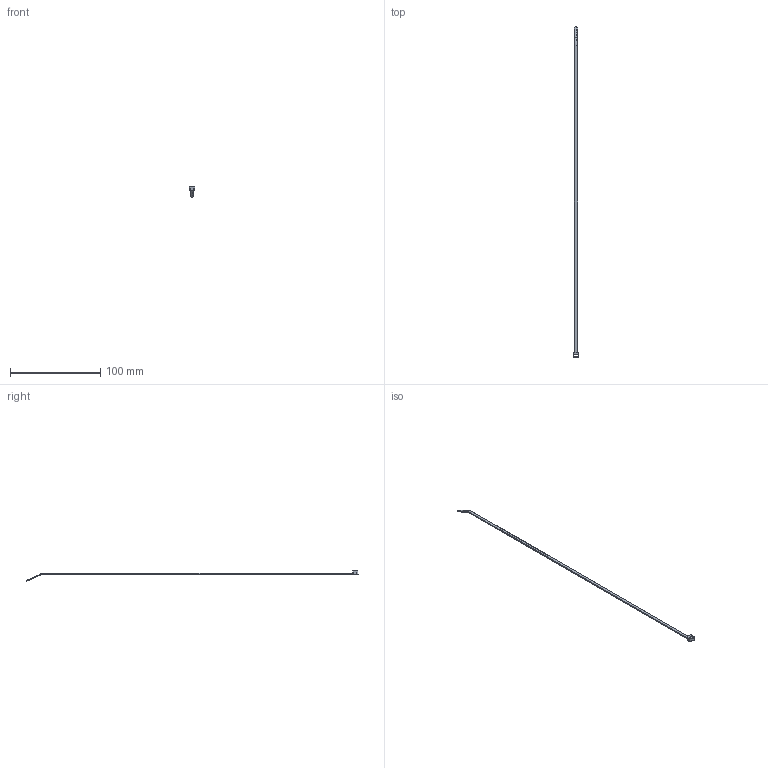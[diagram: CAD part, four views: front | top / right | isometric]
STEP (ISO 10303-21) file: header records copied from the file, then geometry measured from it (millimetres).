
FILE_DESCRIPTION(/* description */ (''),/* implementation_level */ '2;1');
FILE_NAME(/* name */ 'PANDUIT_PLT4I.stp',/* time_stamp */ '2020-01-20T14:37:30-06:00',/* author */ (''),/* organization */ (''),/* preprocessor_version */ 'ST-DEVELOPER v16',/* originating_system */ 'SIEMENS PLM Software NX 11.0',/* authorisation */ '');
FILE_SCHEMA (('AP203_CONFIGURATION_CONTROLLED_3D_DESIGN_OF_MECHANICAL_PARTS_AND_ASSEMBLIES_MIM_LF { 1 0 10303 403 2 1 2}'));
Length unit declared in the file: inch
Products named in the file (1): BWG5988EEC7f1fg
Bounding box: 6.6 x 368.64 x 12.14 mm (x, y, z)
Volume: 1659.8 mm3; surface area: 3479.5 mm2
Topology: 1 solids, 1 shells, 110 faces, 257 edges, 158 vertices
Faces by surface type: plane 65, cylinder 21, cone 8, torus 8, bspline 7, extrusion 1
Entity records: 3457 total; most frequent: CARTESIAN_POINT 867, ORIENTED_EDGE 514, DIRECTION 503, EDGE_CURVE 257, VECTOR 171, LINE 170, AXIS2_PLACEMENT_3D 166, VERTEX_POINT 158
